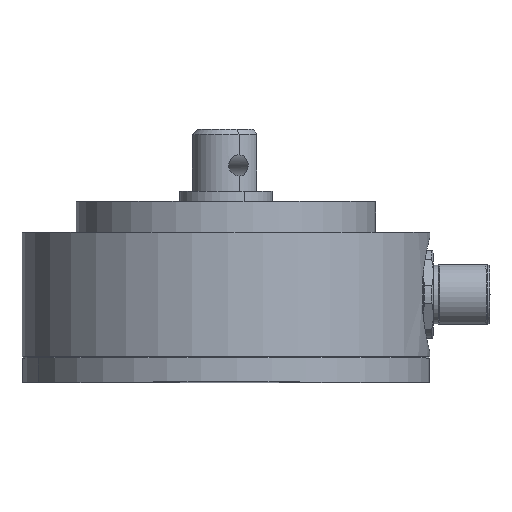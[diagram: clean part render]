
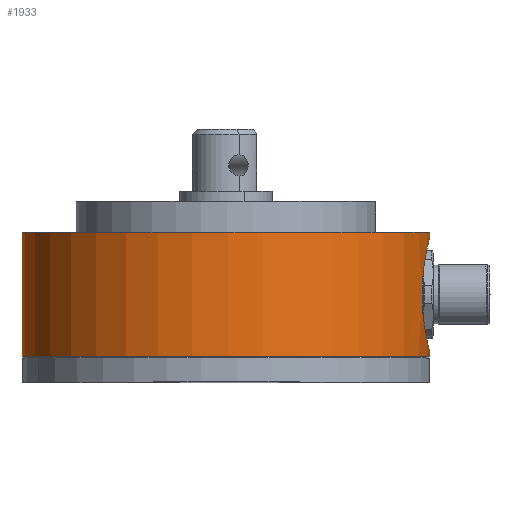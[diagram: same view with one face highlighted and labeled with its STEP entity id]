
A CAD part, top view. The second image highlights one B-rep face of the part: STEP entity #1933.
In plain terms, the highlighted cylindrical face has radius 39.5 mm (diameter 79 mm), a partial arc.
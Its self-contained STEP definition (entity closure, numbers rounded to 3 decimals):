
#1443 = AXIS2_PLACEMENT_3D ( 'NONE', #2257, #2267, #2268 ) ;
#1933 = ADVANCED_FACE ( 'NONE', ( #2256 ), #2255, .T. ) ;
#1971 = EDGE_CURVE ( 'NONE', #7446, #8729, #8157, .T. ) ;
#1972 = EDGE_CURVE ( 'NONE', #8688, #7423, #7936, .T. ) ;
#1974 = EDGE_CURVE ( 'NONE', #7423, #7439, #8163, .T. ) ;
#1975 = EDGE_CURVE ( 'NONE', #7445, #8688, #8226, .T. ) ;
#1986 = EDGE_CURVE ( 'NONE', #7439, #8729, #6773, .T. ) ;
#1996 = EDGE_CURVE ( 'NONE', #7446, #7445, #6786, .T. ) ;
#2255 = CYLINDRICAL_SURFACE ( 'NONE', #1443, 39.5 ) ;
#2256 = FACE_OUTER_BOUND ( 'NONE', #8869, .T. ) ;
#2257 = CARTESIAN_POINT ( 'NONE',  ( 1.534, -14.055, 3.07 ) ) ;
#2267 = DIRECTION ( 'NONE',  ( 0., 1., 0. ) ) ;
#2268 = DIRECTION ( 'NONE',  ( -1., 0., 0.01 ) ) ;
#3455 = CARTESIAN_POINT ( 'NONE',  ( 41.032, -13.255, 2.679 ) ) ;
#3529 = CARTESIAN_POINT ( 'NONE',  ( -37.964, 9.945, 3.461 ) ) ;
#6757 = VECTOR ( 'NONE', #8170, 1000. ) ;
#6759 = VECTOR ( 'NONE', #8225, 1000. ) ;
#6760 = VECTOR ( 'NONE', #8228, 1000. ) ;
#6773 = CIRCLE ( 'NONE', #6777, 39.5 ) ;
#6777 = AXIS2_PLACEMENT_3D ( 'NONE', #8259, #8260, #8261 ) ;
#6786 = CIRCLE ( 'NONE', #6792, 39.5 ) ;
#6792 = AXIS2_PLACEMENT_3D ( 'NONE', #8337, #8338, #8339 ) ;
#7423 = VERTEX_POINT ( 'NONE', #9936 ) ;
#7439 = VERTEX_POINT ( 'NONE', #9952 ) ;
#7445 = VERTEX_POINT ( 'NONE', #9958 ) ;
#7446 = VERTEX_POINT ( 'NONE', #9959 ) ;
#7550 = ORIENTED_EDGE ( 'NONE', *, *, #1986, .T. ) ;
#7936 = B_SPLINE_CURVE_WITH_KNOTS ( 'NONE', 3,
 ( #8172, #8169, #8166, #8173, #8174, #8175, #8176, #8177, #8178, #8179, #8180, #8181, #8182, #8183, #8184, #8185, #8186, #8187, #8188, #8189, #8190, #8191, #8192, #8193, #8194, #8195, #8196, #8197, #8198, #8199, #8200, #8201, #8202, #8203, #8204, #8205, #8206, #8207, #8208, #8209, #8210, #8211, #8212, #8213, #8214, #8215, #8216, #8217, #8218, #8219 ),
 .UNSPECIFIED., .F., .F.,
 ( 4, 2, 2, 2, 2, 2, 2, 2, 2, 2, 2, 2, 2, 2, 2, 2, 2, 2, 2, 2, 2, 2, 2, 2, 4 ),
 ( 0.013, 0.015, 0.016, 0.018, 0.019, 0.02, 0.022, 0.023, 0.024, 0.026, 0.027, 0.029, 0.03, 0.031, 0.033, 0.035, 0.038, 0.039, 0.04, 0.042, 0.043, 0.044, 0.046, 0.047, 0.049 ),
 .UNSPECIFIED. ) ;
#7956 = ORIENTED_EDGE ( 'NONE', *, *, #1972, .T. ) ;
#7957 = ORIENTED_EDGE ( 'NONE', *, *, #1974, .T. ) ;
#7960 = ORIENTED_EDGE ( 'NONE', *, *, #1975, .T. ) ;
#7961 = ORIENTED_EDGE ( 'NONE', *, *, #1996, .T. ) ;
#7988 = ORIENTED_EDGE ( 'NONE', *, *, #1971, .F. ) ;
#8157 = LINE ( 'NONE', #8168, #6757 ) ;
#8163 = LINE ( 'NONE', #8224, #6759 ) ;
#8166 = CARTESIAN_POINT ( 'NONE',  ( 41.034, -13.237, 3.412 ) ) ;
#8168 = CARTESIAN_POINT ( 'NONE',  ( -37.964, -14.055, 3.461 ) ) ;
#8169 = CARTESIAN_POINT ( 'NONE',  ( 41.036, -13.255, 3.045 ) ) ;
#8170 = DIRECTION ( 'NONE',  ( 0., 1., 0. ) ) ;
#8172 = CARTESIAN_POINT ( 'NONE',  ( 41.032, -13.255, 2.679 ) ) ;
#8173 = CARTESIAN_POINT ( 'NONE',  ( 41.021, -13.165, 4.146 ) ) ;
#8174 = CARTESIAN_POINT ( 'NONE',  ( 41.009, -13.11, 4.515 ) ) ;
#8175 = CARTESIAN_POINT ( 'NONE',  ( 40.96, -12.892, 5.601 ) ) ;
#8176 = CARTESIAN_POINT ( 'NONE',  ( 40.908, -12.679, 6.301 ) ) ;
#8177 = CARTESIAN_POINT ( 'NONE',  ( 40.807, -12.258, 7.316 ) ) ;
#8178 = CARTESIAN_POINT ( 'NONE',  ( 40.769, -12.1, 7.649 ) ) ;
#8179 = CARTESIAN_POINT ( 'NONE',  ( 40.688, -11.751, 8.3 ) ) ;
#8180 = CARTESIAN_POINT ( 'NONE',  ( 40.644, -11.563, 8.614 ) ) ;
#8181 = CARTESIAN_POINT ( 'NONE',  ( 40.508, -10.955, 9.522 ) ) ;
#8182 = CARTESIAN_POINT ( 'NONE',  ( 40.41, -10.494, 10.085 ) ) ;
#8183 = CARTESIAN_POINT ( 'NONE',  ( 40.258, -9.716, 10.865 ) ) ;
#8184 = CARTESIAN_POINT ( 'NONE',  ( 40.207, -9.443, 11.113 ) ) ;
#8185 = CARTESIAN_POINT ( 'NONE',  ( 40.108, -8.88, 11.576 ) ) ;
#8186 = CARTESIAN_POINT ( 'NONE',  ( 40.059, -8.589, 11.793 ) ) ;
#8187 = CARTESIAN_POINT ( 'NONE',  ( 39.966, -7.985, 12.198 ) ) ;
#8188 = CARTESIAN_POINT ( 'NONE',  ( 39.92, -7.673, 12.386 ) ) ;
#8189 = CARTESIAN_POINT ( 'NONE',  ( 39.834, -7.029, 12.733 ) ) ;
#8190 = CARTESIAN_POINT ( 'NONE',  ( 39.794, -6.695, 12.892 ) ) ;
#8191 = CARTESIAN_POINT ( 'NONE',  ( 39.683, -5.671, 13.319 ) ) ;
#8192 = CARTESIAN_POINT ( 'NONE',  ( 39.623, -4.967, 13.533 ) ) ;
#8193 = CARTESIAN_POINT ( 'NONE',  ( 39.563, -3.89, 13.749 ) ) ;
#8194 = CARTESIAN_POINT ( 'NONE',  ( 39.548, -3.527, 13.803 ) ) ;
#8195 = CARTESIAN_POINT ( 'NONE',  ( 39.527, -2.793, 13.876 ) ) ;
#8196 = CARTESIAN_POINT ( 'NONE',  ( 39.522, -2.42, 13.895 ) ) ;
#8197 = CARTESIAN_POINT ( 'NONE',  ( 39.522, -1.312, 13.894 ) ) ;
#8198 = CARTESIAN_POINT ( 'NONE',  ( 39.543, -0.583, 13.821 ) ) ;
#8199 = CARTESIAN_POINT ( 'NONE',  ( 39.624, 0.858, 13.533 ) ) ;
#8200 = CARTESIAN_POINT ( 'NONE',  ( 39.684, 1.574, 13.314 ) ) ;
#8201 = CARTESIAN_POINT ( 'NONE',  ( 39.832, 2.935, 12.745 ) ) ;
#8202 = CARTESIAN_POINT ( 'NONE',  ( 39.919, 3.576, 12.399 ) ) ;
#8203 = CARTESIAN_POINT ( 'NONE',  ( 40.06, 4.482, 11.791 ) ) ;
#8204 = CARTESIAN_POINT ( 'NONE',  ( 40.109, 4.775, 11.573 ) ) ;
#8205 = CARTESIAN_POINT ( 'NONE',  ( 40.209, 5.341, 11.106 ) ) ;
#8206 = CARTESIAN_POINT ( 'NONE',  ( 40.26, 5.614, 10.858 ) ) ;
#8207 = CARTESIAN_POINT ( 'NONE',  ( 40.41, 6.386, 10.083 ) ) ;
#8208 = CARTESIAN_POINT ( 'NONE',  ( 40.509, 6.847, 9.521 ) ) ;
#8209 = CARTESIAN_POINT ( 'NONE',  ( 40.645, 7.456, 8.609 ) ) ;
#8210 = CARTESIAN_POINT ( 'NONE',  ( 40.689, 7.646, 8.292 ) ) ;
#8211 = CARTESIAN_POINT ( 'NONE',  ( 40.77, 7.993, 7.643 ) ) ;
#8212 = CARTESIAN_POINT ( 'NONE',  ( 40.807, 8.149, 7.312 ) ) ;
#8213 = CARTESIAN_POINT ( 'NONE',  ( 40.908, 8.569, 6.3 ) ) ;
#8214 = CARTESIAN_POINT ( 'NONE',  ( 40.96, 8.783, 5.601 ) ) ;
#8215 = CARTESIAN_POINT ( 'NONE',  ( 41.009, 9., 4.511 ) ) ;
#8216 = CARTESIAN_POINT ( 'NONE',  ( 41.021, 9.055, 4.144 ) ) ;
#8217 = CARTESIAN_POINT ( 'NONE',  ( 41.034, 9.127, 3.412 ) ) ;
#8218 = CARTESIAN_POINT ( 'NONE',  ( 41.036, 9.145, 3.045 ) ) ;
#8219 = CARTESIAN_POINT ( 'NONE',  ( 41.032, 9.145, 2.679 ) ) ;
#8224 = CARTESIAN_POINT ( 'NONE',  ( 41.032, -14.055, 2.679 ) ) ;
#8225 = DIRECTION ( 'NONE',  ( 0., 1., 0. ) ) ;
#8226 = LINE ( 'NONE', #8227, #6760 ) ;
#8227 = CARTESIAN_POINT ( 'NONE',  ( 41.032, -14.055, 2.679 ) ) ;
#8228 = DIRECTION ( 'NONE',  ( 0., 1., 0. ) ) ;
#8259 = CARTESIAN_POINT ( 'NONE',  ( 1.534, 9.945, 3.07 ) ) ;
#8260 = DIRECTION ( 'NONE',  ( 0., -1., 0. ) ) ;
#8261 = DIRECTION ( 'NONE',  ( -1., 0., 0.01 ) ) ;
#8337 = CARTESIAN_POINT ( 'NONE',  ( 1.534, -14.055, 3.07 ) ) ;
#8338 = DIRECTION ( 'NONE',  ( 0., 1., 0. ) ) ;
#8339 = DIRECTION ( 'NONE',  ( -1., 0., 0.01 ) ) ;
#8688 = VERTEX_POINT ( 'NONE', #3455 ) ;
#8729 = VERTEX_POINT ( 'NONE', #3529 ) ;
#8869 = EDGE_LOOP ( 'NONE', ( #7961, #7960, #7956, #7957, #7550, #7988 ) ) ;
#9936 = CARTESIAN_POINT ( 'NONE',  ( 41.032, 9.145, 2.679 ) ) ;
#9952 = CARTESIAN_POINT ( 'NONE',  ( 41.032, 9.945, 2.679 ) ) ;
#9958 = CARTESIAN_POINT ( 'NONE',  ( 41.032, -14.055, 2.679 ) ) ;
#9959 = CARTESIAN_POINT ( 'NONE',  ( -37.964, -14.055, 3.461 ) ) ;
